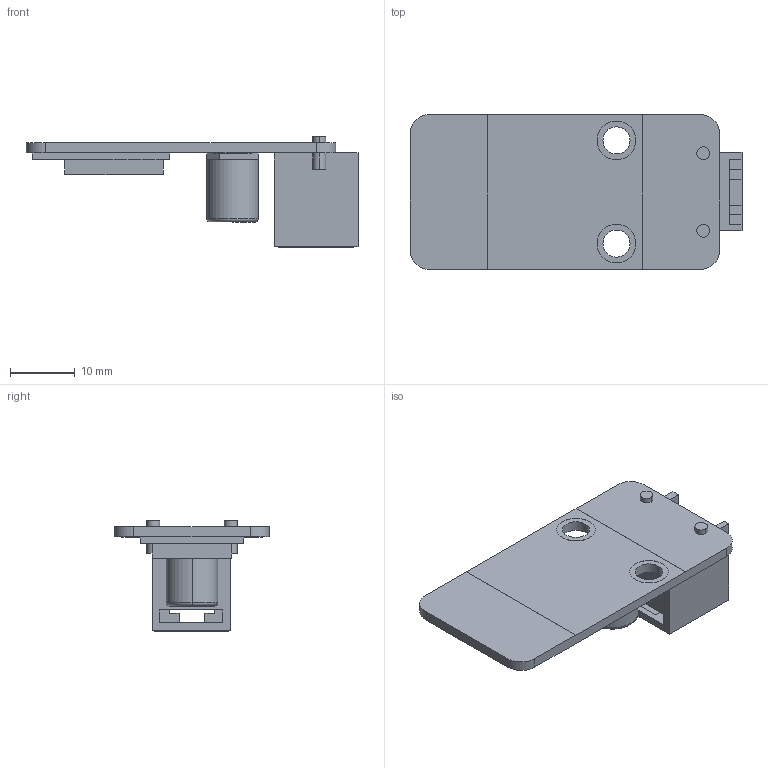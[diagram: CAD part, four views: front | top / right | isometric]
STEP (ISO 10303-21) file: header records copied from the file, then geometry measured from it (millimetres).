
FILE_DESCRIPTION (( 'STEP AP214' ), '1' );
FILE_NAME ('Me Wifi Module V1.0.step', '2016-10-28T07:00:28', ( 'dell' ), ( '' ), 'SwSTEP 2.0', 'SolidWorks 2013', '' );
FILE_SCHEMA (( 'AUTOMOTIVE_DESIGN' ));
Length unit declared in the file: millimetre
Products named in the file (1): Me Wifi Module V1.0
Bounding box: 51.46 x 24 x 17.1 mm (x, y, z)
Surface area: 4634.3 mm2 (no closed solid volume)
Topology: 0 solids, 20 shells, 236 faces, 917 edges, 643 vertices
Faces by surface type: plane 190, cylinder 40, bspline 4, torus 2
Entity records: 12325 total; most frequent: CARTESIAN_POINT 2089, DIRECTION 1551, ORIENTED_EDGE 1420, EDGE_CURVE 917, LINE 693, VECTOR 693, VERTEX_POINT 643, AXIS2_PLACEMENT_3D 429
